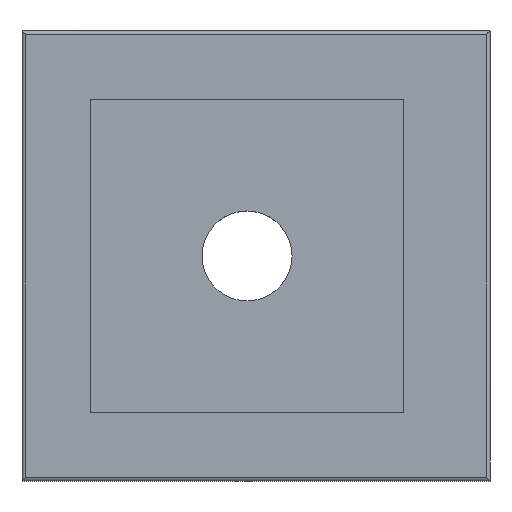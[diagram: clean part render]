
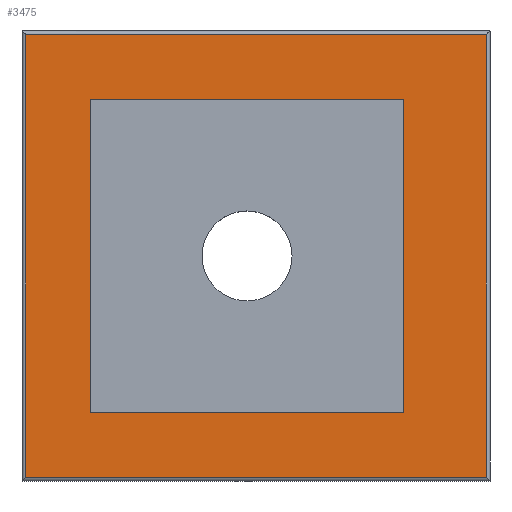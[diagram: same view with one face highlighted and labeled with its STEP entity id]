
A CAD part, top view. The second image highlights one B-rep face of the part: STEP entity #3475.
In plain terms, the highlighted planar face has unit normal (0, 0, 1).
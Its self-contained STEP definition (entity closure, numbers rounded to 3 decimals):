
#1667=ORIENTED_EDGE('',*,*,#2155,.T.);
#1668=ORIENTED_EDGE('',*,*,#2156,.T.);
#1669=ORIENTED_EDGE('',*,*,#2157,.T.);
#1670=ORIENTED_EDGE('',*,*,#2158,.T.);
#1671=ORIENTED_EDGE('',*,*,#2148,.F.);
#1672=ORIENTED_EDGE('',*,*,#2151,.F.);
#1673=ORIENTED_EDGE('',*,*,#2153,.F.);
#1674=ORIENTED_EDGE('',*,*,#2154,.F.);
#1884=VECTOR('',#2620,1.);
#1887=VECTOR('',#2625,1.);
#1889=VECTOR('',#2629,1.);
#1890=VECTOR('',#2632,1.);
#1891=VECTOR('',#2635,1.);
#1892=VECTOR('',#2636,1.);
#1893=VECTOR('',#2637,1.);
#1894=VECTOR('',#2638,1.);
#1952=LINE('',#3006,#1884);
#1955=LINE('',#3011,#1887);
#1957=LINE('',#3015,#1889);
#1958=LINE('',#3017,#1890);
#1959=LINE('',#3021,#1891);
#1960=LINE('',#3023,#1892);
#1961=LINE('',#3025,#1893);
#1962=LINE('',#3026,#1894);
#2037=VERTEX_POINT('',#3003);
#2038=VERTEX_POINT('',#3005);
#2039=VERTEX_POINT('',#3009);
#2040=VERTEX_POINT('',#3013);
#2041=VERTEX_POINT('',#3019);
#2042=VERTEX_POINT('',#3020);
#2043=VERTEX_POINT('',#3022);
#2044=VERTEX_POINT('',#3024);
#2148=EDGE_CURVE('',#2037,#2038,#1952,.T.);
#2151=EDGE_CURVE('',#2039,#2037,#1955,.T.);
#2153=EDGE_CURVE('',#2040,#2039,#1957,.T.);
#2154=EDGE_CURVE('',#2038,#2040,#1958,.T.);
#2155=EDGE_CURVE('',#2041,#2042,#1959,.T.);
#2156=EDGE_CURVE('',#2042,#2043,#1960,.T.);
#2157=EDGE_CURVE('',#2043,#2044,#1961,.T.);
#2158=EDGE_CURVE('',#2044,#2041,#1962,.T.);
#2297=EDGE_LOOP('',(#1667,#1668,#1669,#1670));
#2298=EDGE_LOOP('',(#1671,#1672,#1673,#1674));
#2433=FACE_BOUND('',#2297,.T.);
#2434=FACE_BOUND('',#2298,.T.);
#2620=DIRECTION('',(174.,0.,0.));
#2625=DIRECTION('',(0.,-174.,0.));
#2629=DIRECTION('',(-174.,0.,0.));
#2632=DIRECTION('',(0.,174.,0.));
#2633=DIRECTION('',(0.,0.,1.));
#2634=DIRECTION('',(0.,-1.,0.));
#2635=DIRECTION('',(-256.,0.,0.));
#2636=DIRECTION('',(0.,-246.,0.));
#2637=DIRECTION('',(256.,0.,0.));
#2638=DIRECTION('',(0.,246.,0.));
#3003=CARTESIAN_POINT('',(48.,38.,30.));
#3005=CARTESIAN_POINT('',(222.,38.,30.));
#3006=CARTESIAN_POINT('',(48.,38.,30.));
#3009=CARTESIAN_POINT('',(48.,212.,30.));
#3011=CARTESIAN_POINT('',(48.,212.,30.));
#3013=CARTESIAN_POINT('',(222.,212.,30.));
#3015=CARTESIAN_POINT('',(222.,212.,30.));
#3017=CARTESIAN_POINT('',(222.,38.,30.));
#3018=CARTESIAN_POINT('',(0.,0.,30.));
#3019=CARTESIAN_POINT('',(258.,248.,30.));
#3020=CARTESIAN_POINT('',(2.,248.,30.));
#3021=CARTESIAN_POINT('',(258.,248.,30.));
#3022=CARTESIAN_POINT('',(2.,2.,30.));
#3023=CARTESIAN_POINT('',(2.,248.,30.));
#3024=CARTESIAN_POINT('',(258.,2.,30.));
#3025=CARTESIAN_POINT('',(2.,2.,30.));
#3026=CARTESIAN_POINT('',(258.,2.,30.));
#3296=AXIS2_PLACEMENT_3D('',#3018,#2633,#2634);
#3427=PLANE('',#3296);
#3475=ADVANCED_FACE('',(#2433,#2434),#3427,.T.);
